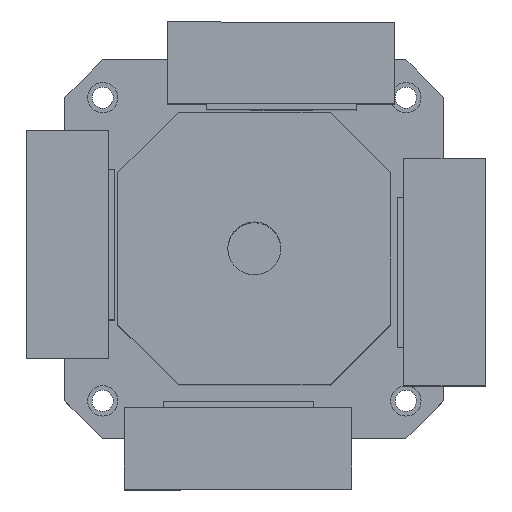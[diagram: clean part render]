
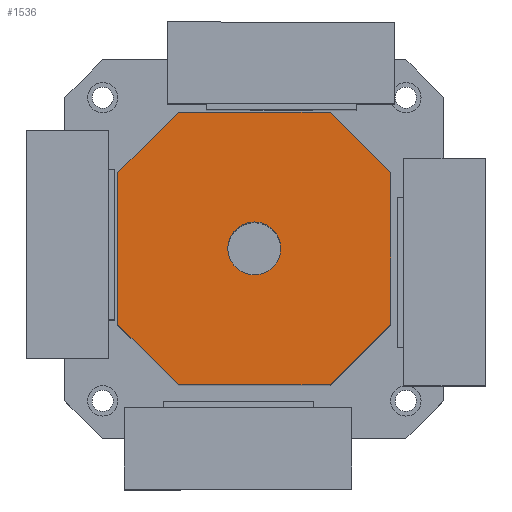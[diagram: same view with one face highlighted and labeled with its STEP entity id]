
A CAD part, top view. The second image highlights one B-rep face of the part: STEP entity #1536.
In plain terms, the highlighted planar face has unit normal (0, 0, 1).
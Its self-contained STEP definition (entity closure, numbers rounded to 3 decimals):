
#33 = EDGE_CURVE ( 'NONE', #214, #4531, #1119, .T. ) ;
#72 = ORIENTED_EDGE ( 'NONE', *, *, #33, .T. ) ;
#174 = AXIS2_PLACEMENT_3D ( 'NONE', #3209, #4764, #1445 ) ;
#199 = VERTEX_POINT ( 'NONE', #4588 ) ;
#209 = CARTESIAN_POINT ( 'NONE',  ( -90., 90., 150. ) ) ;
#214 = VERTEX_POINT ( 'NONE', #886 ) ;
#259 = DIRECTION ( 'NONE',  ( -1., 0., 0. ) ) ;
#410 = ORIENTED_EDGE ( 'NONE', *, *, #1271, .T. ) ;
#483 = VERTEX_POINT ( 'NONE', #1381 ) ;
#504 = PLANE ( 'NONE',  #3535 ) ;
#633 = VECTOR ( 'NONE', #3492, 1000. ) ;
#708 = VECTOR ( 'NONE', #4171, 1000. ) ;
#747 = EDGE_CURVE ( 'NONE', #1325, #2240, #1707, .T. ) ;
#798 = VECTOR ( 'NONE', #1485, 1000. ) ;
#866 = CARTESIAN_POINT ( 'NONE',  ( -50., -90., 150. ) ) ;
#886 = CARTESIAN_POINT ( 'NONE',  ( -17.5, 0., 150. ) ) ;
#922 = CARTESIAN_POINT ( 'NONE',  ( -90., -90., 150. ) ) ;
#1119 = CIRCLE ( 'NONE', #2276, 17.5 ) ;
#1203 = LINE ( 'NONE', #4416, #798 ) ;
#1244 = CARTESIAN_POINT ( 'NONE',  ( 90., 50., 150. ) ) ;
#1249 = CARTESIAN_POINT ( 'NONE',  ( 50., 90., 150. ) ) ;
#1271 = EDGE_CURVE ( 'NONE', #4531, #214, #3525, .T. ) ;
#1325 = VERTEX_POINT ( 'NONE', #1821 ) ;
#1381 = CARTESIAN_POINT ( 'NONE',  ( -50., 90., 150. ) ) ;
#1445 = DIRECTION ( 'NONE',  ( -1., 0., 0. ) ) ;
#1471 = CARTESIAN_POINT ( 'NONE',  ( -90., -90., 150. ) ) ;
#1485 = DIRECTION ( 'NONE',  ( 0.707, 0.707, 0. ) ) ;
#1511 = CARTESIAN_POINT ( 'NONE',  ( -90., -50., 150. ) ) ;
#1525 = ORIENTED_EDGE ( 'NONE', *, *, #1569, .T. ) ;
#1536 = ADVANCED_FACE ( 'NONE', ( #3299, #4181 ), #504, .T. ) ;
#1569 = EDGE_CURVE ( 'NONE', #3453, #483, #4282, .T. ) ;
#1606 = EDGE_CURVE ( 'NONE', #2281, #4117, #1698, .T. ) ;
#1686 = LINE ( 'NONE', #922, #633 ) ;
#1698 = LINE ( 'NONE', #4511, #708 ) ;
#1702 = ORIENTED_EDGE ( 'NONE', *, *, #747, .T. ) ;
#1707 = LINE ( 'NONE', #1471, #4290 ) ;
#1788 = EDGE_LOOP ( 'NONE', ( #72, #410 ) ) ;
#1821 = CARTESIAN_POINT ( 'NONE',  ( -90., 50., 150. ) ) ;
#1858 = LINE ( 'NONE', #4037, #2087 ) ;
#1880 = DIRECTION ( 'NONE',  ( 0., 0., -1. ) ) ;
#1968 = ORIENTED_EDGE ( 'NONE', *, *, #3517, .T. ) ;
#2087 = VECTOR ( 'NONE', #2477, 1000. ) ;
#2204 = VECTOR ( 'NONE', #259, 1000. ) ;
#2240 = VERTEX_POINT ( 'NONE', #1511 ) ;
#2276 = AXIS2_PLACEMENT_3D ( 'NONE', #4119, #1880, #4085 ) ;
#2281 = VERTEX_POINT ( 'NONE', #4159 ) ;
#2312 = CARTESIAN_POINT ( 'NONE',  ( 90., 50., 150. ) ) ;
#2477 = DIRECTION ( 'NONE',  ( -0.707, -0.707, 0. ) ) ;
#2493 = VERTEX_POINT ( 'NONE', #866 ) ;
#2691 = EDGE_CURVE ( 'NONE', #483, #1325, #1858, .T. ) ;
#2979 = DIRECTION ( 'NONE',  ( 0., -1., 0. ) ) ;
#3023 = ORIENTED_EDGE ( 'NONE', *, *, #1606, .T. ) ;
#3080 = ORIENTED_EDGE ( 'NONE', *, *, #2691, .T. ) ;
#3154 = EDGE_CURVE ( 'NONE', #2493, #199, #1686, .T. ) ;
#3159 = ORIENTED_EDGE ( 'NONE', *, *, #3654, .T. ) ;
#3209 = CARTESIAN_POINT ( 'NONE',  ( 0., 0., 150. ) ) ;
#3225 = VECTOR ( 'NONE', #4201, 1000. ) ;
#3299 = FACE_BOUND ( 'NONE', #1788, .T. ) ;
#3363 = ORIENTED_EDGE ( 'NONE', *, *, #3154, .T. ) ;
#3453 = VERTEX_POINT ( 'NONE', #1249 ) ;
#3463 = CARTESIAN_POINT ( 'NONE',  ( -90., -90., 150. ) ) ;
#3492 = DIRECTION ( 'NONE',  ( 1., 0., 0. ) ) ;
#3503 = CARTESIAN_POINT ( 'NONE',  ( -90., -50., 150. ) ) ;
#3517 = EDGE_CURVE ( 'NONE', #4117, #3453, #4219, .T. ) ;
#3525 = CIRCLE ( 'NONE', #174, 17.5 ) ;
#3535 = AXIS2_PLACEMENT_3D ( 'NONE', #3463, #3917, #4295 ) ;
#3654 = EDGE_CURVE ( 'NONE', #2240, #2493, #3918, .T. ) ;
#3869 = DIRECTION ( 'NONE',  ( 0.707, -0.707, 0. ) ) ;
#3877 = ORIENTED_EDGE ( 'NONE', *, *, #4587, .T. ) ;
#3917 = DIRECTION ( 'NONE',  ( 0., 0., 1. ) ) ;
#3918 = LINE ( 'NONE', #3503, #4214 ) ;
#3991 = CARTESIAN_POINT ( 'NONE',  ( 17.5, 0., 150. ) ) ;
#4037 = CARTESIAN_POINT ( 'NONE',  ( -50., 90., 150. ) ) ;
#4085 = DIRECTION ( 'NONE',  ( -1., 0., 0. ) ) ;
#4117 = VERTEX_POINT ( 'NONE', #1244 ) ;
#4119 = CARTESIAN_POINT ( 'NONE',  ( 0., 0., 150. ) ) ;
#4159 = CARTESIAN_POINT ( 'NONE',  ( 90., -50., 150. ) ) ;
#4171 = DIRECTION ( 'NONE',  ( 0., 1., 0. ) ) ;
#4181 = FACE_OUTER_BOUND ( 'NONE', #4410, .T. ) ;
#4201 = DIRECTION ( 'NONE',  ( -0.707, 0.707, 0. ) ) ;
#4214 = VECTOR ( 'NONE', #3869, 1000. ) ;
#4219 = LINE ( 'NONE', #2312, #3225 ) ;
#4282 = LINE ( 'NONE', #209, #2204 ) ;
#4290 = VECTOR ( 'NONE', #2979, 1000. ) ;
#4295 = DIRECTION ( 'NONE',  ( 1., 0., 0. ) ) ;
#4410 = EDGE_LOOP ( 'NONE', ( #3159, #3363, #3877, #3023, #1968, #1525, #3080, #1702 ) ) ;
#4416 = CARTESIAN_POINT ( 'NONE',  ( 50., -90., 150. ) ) ;
#4511 = CARTESIAN_POINT ( 'NONE',  ( 90., -90., 150. ) ) ;
#4531 = VERTEX_POINT ( 'NONE', #3991 ) ;
#4587 = EDGE_CURVE ( 'NONE', #199, #2281, #1203, .T. ) ;
#4588 = CARTESIAN_POINT ( 'NONE',  ( 50., -90., 150. ) ) ;
#4764 = DIRECTION ( 'NONE',  ( 0., 0., -1. ) ) ;
